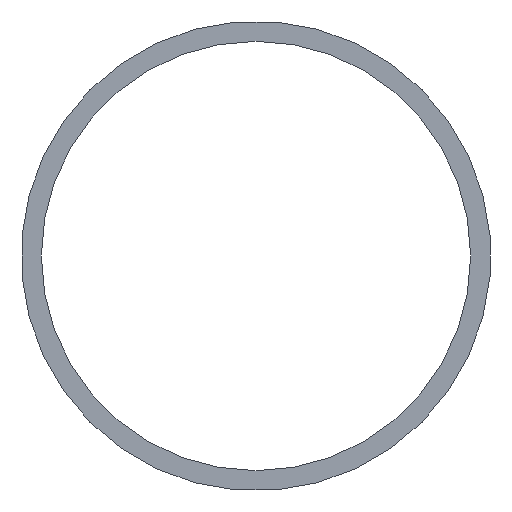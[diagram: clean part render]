
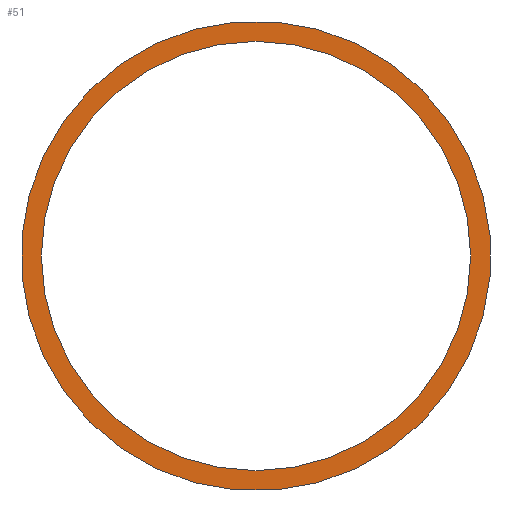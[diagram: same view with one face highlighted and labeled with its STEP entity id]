
A CAD part, top view. The second image highlights one B-rep face of the part: STEP entity #51.
In plain terms, the highlighted face is planar.
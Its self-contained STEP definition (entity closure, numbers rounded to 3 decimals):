
#21=PLANE('',#61);
#24=ORIENTED_EDGE('',*,*,#29,.T.);
#25=ORIENTED_EDGE('',*,*,#30,.T.);
#29=EDGE_CURVE('',#32,#32,#35,.T.);
#30=EDGE_CURVE('',#33,#33,#36,.T.);
#32=VERTEX_POINT('',#83);
#33=VERTEX_POINT('',#86);
#35=CIRCLE('',#60,14.);
#36=CIRCLE('',#62,12.793);
#39=EDGE_LOOP('',(#24));
#40=EDGE_LOOP('',(#25));
#45=FACE_BOUND('',#39,.T.);
#46=FACE_BOUND('',#40,.T.);
#51=ADVANCED_FACE('',(#45,#46),#21,.F.);
#60=AXIS2_PLACEMENT_3D('',#82,#70,#71);
#61=AXIS2_PLACEMENT_3D('',#84,#72,#73);
#62=AXIS2_PLACEMENT_3D('',#85,#74,#75);
#70=DIRECTION('',(0.,0.,-1.));
#71=DIRECTION('',(0.707,0.707,0.));
#72=DIRECTION('',(0.,0.,1.));
#73=DIRECTION('',(1.,0.,0.));
#74=DIRECTION('',(0.,0.,1.));
#75=DIRECTION('',(-1.,0.,0.));
#82=CARTESIAN_POINT('',(47.835,115.485,136.));
#83=CARTESIAN_POINT('',(57.735,125.384,136.));
#84=CARTESIAN_POINT('',(0.,0.,136.));
#85=CARTESIAN_POINT('',(47.835,115.485,136.));
#86=CARTESIAN_POINT('',(35.043,115.485,136.));
